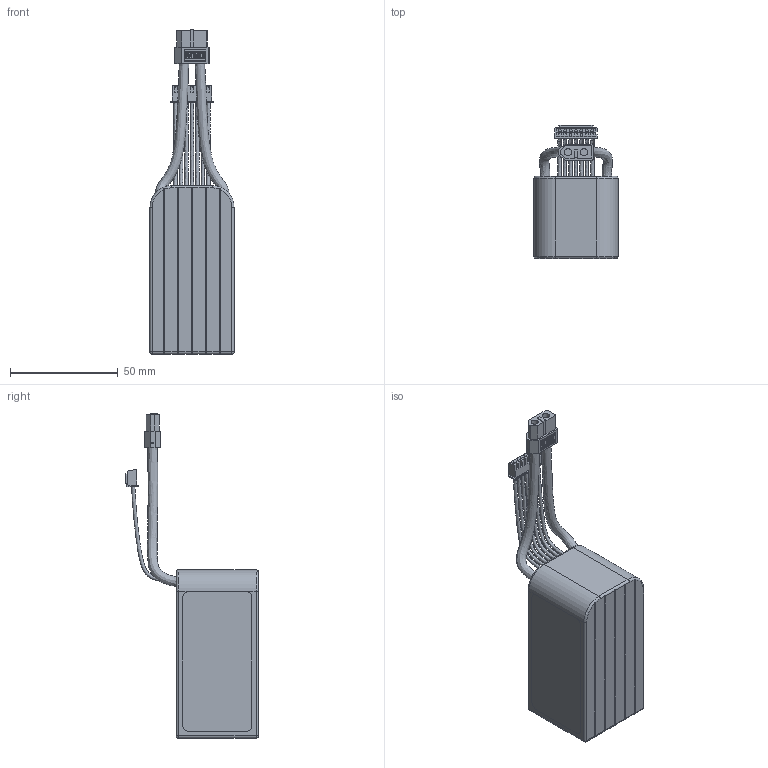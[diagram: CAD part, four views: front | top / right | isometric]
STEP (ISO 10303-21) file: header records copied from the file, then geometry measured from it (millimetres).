
FILE_DESCRIPTION(/* description */ (''),/* implementation_level */ '2;1');
FILE_NAME(/* name */ 'battery-6s-1300mah-120c.step',/* time_stamp */ '2025-11-25T22:23:01-05:00',/* author */ (''),/* organization */ (''),/* preprocessor_version */ 'ST-DEVELOPER v20.1',/* originating_system */ 'Autodesk Translation Framework v14.21.0.0',/* authorisation */ '');
FILE_SCHEMA (('AUTOMOTIVE_DESIGN { 1 0 10303 214 3 1 1 }'));
Length unit declared in the file: millimetre
Products named in the file (2): Tattu R-Line V4.0 1300mAh 130C 6S; Component1
Assembly tree (1 placements, depth 2):
  Tattu R-Line V4.0 1300mAh 130C 6S
    Component1
Bounding box: 39.02 x 61.47 x 150.2 mm (x, y, z)
Volume: 118494.6 mm3; surface area: 20376.8 mm2
Topology: 1 solids, 2 shells, 947 faces, 2574 edges, 1680 vertices
Faces by surface type: plane 580, bspline 292, cylinder 57, torus 14, sphere 4
Full cylindrical faces by diameter (mm): 3.3 x2, 5.7 x2
Entity records: 37517 total; most frequent: CARTESIAN_POINT 15116, ORIENTED_EDGE 5148, DIRECTION 3341, EDGE_CURVE 2574, LINE 1795, VECTOR 1795, VERTEX_POINT 1680, EDGE_LOOP 1010
